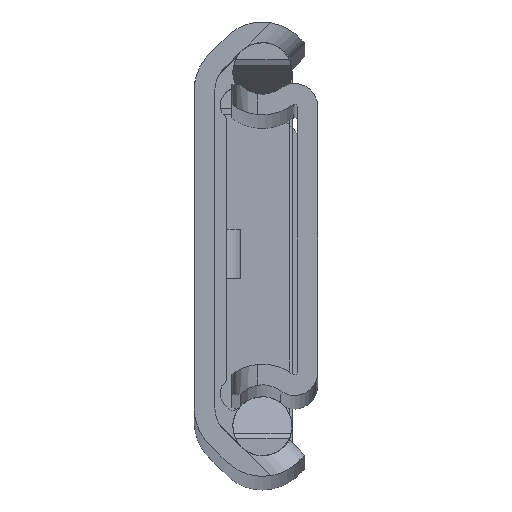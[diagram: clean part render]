
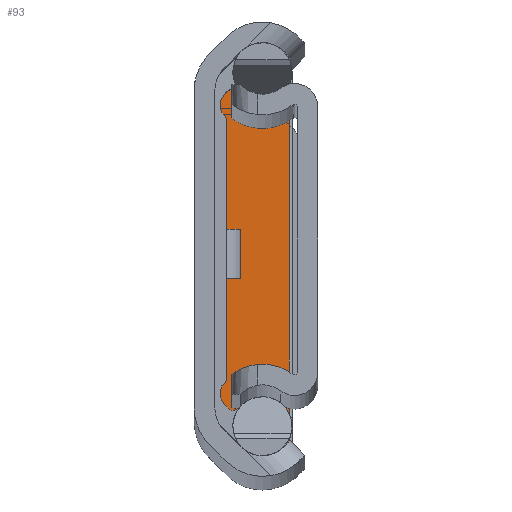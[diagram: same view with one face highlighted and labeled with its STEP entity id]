
A CAD part, top view. The second image highlights one B-rep face of the part: STEP entity #93.
In plain terms, the highlighted planar face has unit normal (0, 0, 1).
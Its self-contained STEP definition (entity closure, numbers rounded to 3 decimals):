
#93 = ADVANCED_FACE ( 'NONE', ( #3466 ), #9120, .F. ) ;
#225 = CARTESIAN_POINT ( 'NONE',  ( -14.8, 6., 3.25 ) ) ;
#1209 = LINE ( 'NONE', #225, #6037 ) ;
#1614 = AXIS2_PLACEMENT_3D ( 'NONE', #8382, #3408, #4590 ) ;
#2381 = LINE ( 'NONE', #2626, #7033 ) ;
#2626 = CARTESIAN_POINT ( 'NONE',  ( -15., 0.2, 3.25 ) ) ;
#2661 = ORIENTED_EDGE ( 'NONE', *, *, #3135, .T. ) ;
#2686 = DIRECTION ( 'NONE',  ( 0., 1., 0. ) ) ;
#2759 = DIRECTION ( 'NONE',  ( -1., 0., 0. ) ) ;
#2779 = EDGE_CURVE ( 'NONE', #4923, #8685, #2381, .T. ) ;
#3135 = EDGE_CURVE ( 'NONE', #7774, #4923, #1209, .T. ) ;
#3179 = DIRECTION ( 'NONE',  ( 0., -1., 0. ) ) ;
#3300 = EDGE_CURVE ( 'NONE', #6829, #7774, #11274, .T. ) ;
#3408 = DIRECTION ( 'NONE',  ( 0., 0., -1. ) ) ;
#3466 = FACE_OUTER_BOUND ( 'NONE', #3946, .T. ) ;
#3946 = EDGE_LOOP ( 'NONE', ( #10761, #2661, #10450, #11672 ) ) ;
#4590 = DIRECTION ( 'NONE',  ( -1., 0., 0. ) ) ;
#4923 = VERTEX_POINT ( 'NONE', #11204 ) ;
#5447 = VECTOR ( 'NONE', #2759, 1000. ) ;
#5731 = CARTESIAN_POINT ( 'NONE',  ( 14.8, 6., 3.25 ) ) ;
#6037 = VECTOR ( 'NONE', #3179, 1000. ) ;
#6219 = CARTESIAN_POINT ( 'NONE',  ( 14.8, 5.8, 3.25 ) ) ;
#6368 = CARTESIAN_POINT ( 'NONE',  ( -15., 5.8, 3.25 ) ) ;
#6555 = CARTESIAN_POINT ( 'NONE',  ( -14.8, 5.8, 3.25 ) ) ;
#6577 = VECTOR ( 'NONE', #2686, 1000. ) ;
#6829 = VERTEX_POINT ( 'NONE', #6219 ) ;
#7033 = VECTOR ( 'NONE', #10951, 1000. ) ;
#7774 = VERTEX_POINT ( 'NONE', #6555 ) ;
#8382 = CARTESIAN_POINT ( 'NONE',  ( -15., 6., 3.25 ) ) ;
#8685 = VERTEX_POINT ( 'NONE', #11413 ) ;
#9120 = PLANE ( 'NONE',  #1614 ) ;
#10037 = EDGE_CURVE ( 'NONE', #8685, #6829, #11208, .T. ) ;
#10450 = ORIENTED_EDGE ( 'NONE', *, *, #2779, .T. ) ;
#10761 = ORIENTED_EDGE ( 'NONE', *, *, #3300, .T. ) ;
#10951 = DIRECTION ( 'NONE',  ( 1., 0., 0. ) ) ;
#11204 = CARTESIAN_POINT ( 'NONE',  ( -14.8, 0.2, 3.25 ) ) ;
#11208 = LINE ( 'NONE', #5731, #6577 ) ;
#11274 = LINE ( 'NONE', #6368, #5447 ) ;
#11413 = CARTESIAN_POINT ( 'NONE',  ( 14.8, 0.2, 3.25 ) ) ;
#11672 = ORIENTED_EDGE ( 'NONE', *, *, #10037, .T. ) ;
